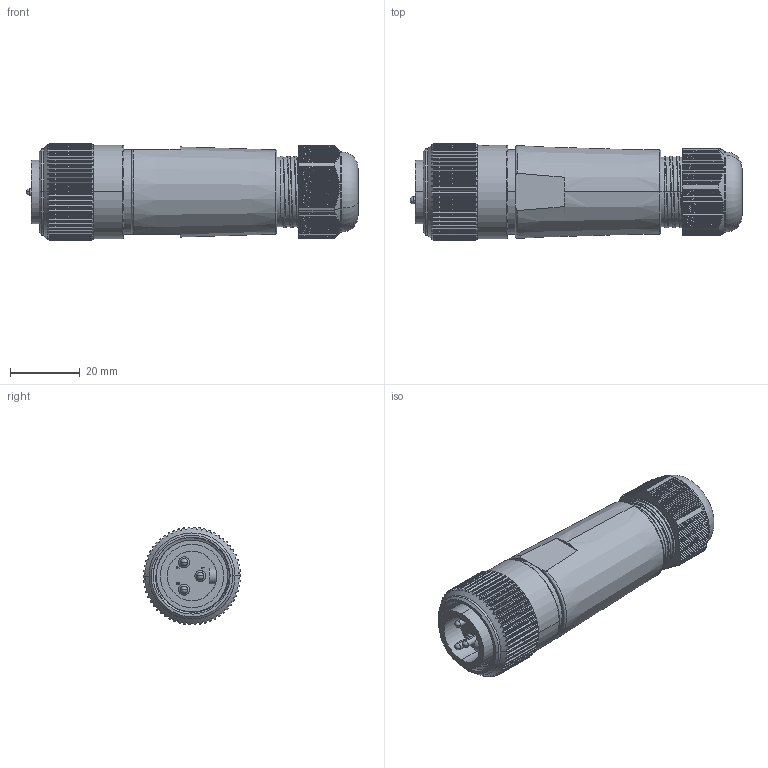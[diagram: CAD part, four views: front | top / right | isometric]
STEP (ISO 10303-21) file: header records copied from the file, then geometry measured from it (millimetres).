
FILE_DESCRIPTION (( 'STEP AP214' ), '1' );
FILE_NAME ('MIN-3MP-FW.STEP', '2015-08-13T15:47:53', ( 'IT' ), ( '' ), 'SwSTEP 2.0', 'SolidWorks 2015', '' );
FILE_SCHEMA (( 'AUTOMOTIVE_DESIGN' ));
Length unit declared in the file: millimetre
Products named in the file (1): MIN-3MP-FW
Bounding box: 95.14 x 28 x 27.98 mm (x, y, z)
Volume: 43746.5 mm3; surface area: 12368.6 mm2
Topology: 1 solids, 1 shells, 833 faces, 2418 edges, 1597 vertices
Faces by surface type: plane 445, cylinder 322, bspline 27, cone 19, torus 14, sphere 6
Entity records: 42753 total; most frequent: CARTESIAN_POINT 13569, ORIENTED_EDGE 4824, DIRECTION 3255, EDGE_CURVE 2412, VERTEX_POINT 1597, LINE 1111, VECTOR 1111, AXIS2_PLACEMENT_3D 1072
